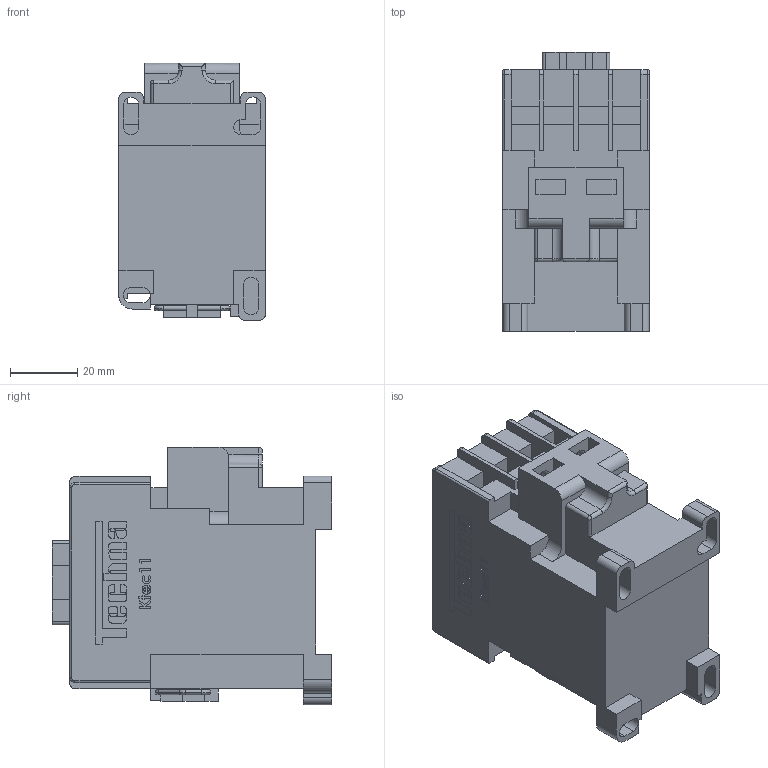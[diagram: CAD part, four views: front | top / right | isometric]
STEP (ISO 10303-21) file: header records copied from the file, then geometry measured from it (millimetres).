
FILE_DESCRIPTION (( 'STEP AP214' ), '1' );
FILE_NAME ('Ktec1-W.STEP', '2020-05-27T10:51:35', ( '' ), ( '' ), 'SwSTEP 2.0', 'SolidWorks 2020', '' );
FILE_SCHEMA (( 'AUTOMOTIVE_DESIGN' ));
Length unit declared in the file: millimetre
Products named in the file (1): Ktec1-W
Bounding box: 43.4 x 82.8 x 76.32 mm (x, y, z)
Volume: 175492.1 mm3; surface area: 31830.8 mm2
Topology: 1 solids, 1 shells, 692 faces, 1943 edges, 1281 vertices
Faces by surface type: plane 429, cylinder 210, bspline 34, torus 18, sphere 1
Entity records: 28681 total; most frequent: CARTESIAN_POINT 5977, ORIENTED_EDGE 3884, DIRECTION 3626, EDGE_CURVE 1942, VECTOR 1414, LINE 1414, VERTEX_POINT 1281, AXIS2_PLACEMENT_3D 1106
